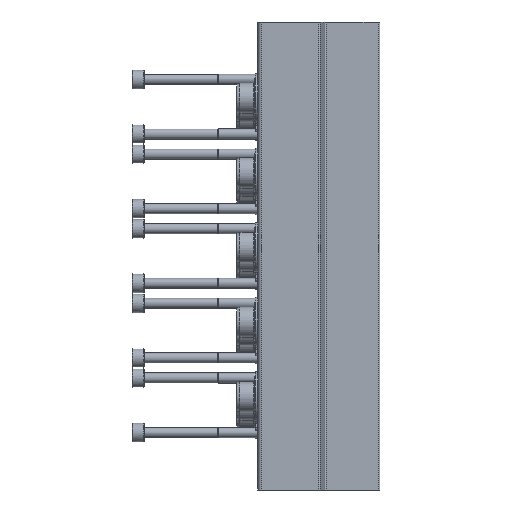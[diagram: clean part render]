
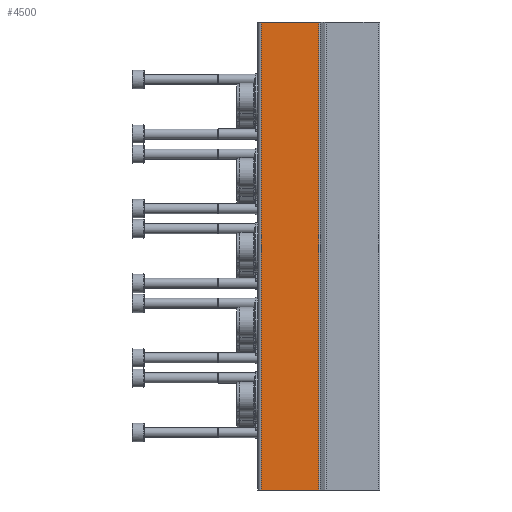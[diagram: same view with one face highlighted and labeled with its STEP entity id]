
A CAD part, left-side view. The second image highlights one B-rep face of the part: STEP entity #4500.
In plain terms, the highlighted planar face has unit normal (-1, 0, 0).
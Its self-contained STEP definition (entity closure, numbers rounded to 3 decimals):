
#188=PLANE('',#4855);
#649=ORIENTED_EDGE('',*,*,#1829,.F.);
#650=ORIENTED_EDGE('',*,*,#1828,.F.);
#651=ORIENTED_EDGE('',*,*,#1830,.T.);
#652=ORIENTED_EDGE('',*,*,#1831,.T.);
#1828=EDGE_CURVE('',#2418,#2416,#2845,.T.);
#1829=EDGE_CURVE('',#2416,#2419,#2846,.T.);
#1830=EDGE_CURVE('',#2418,#2420,#2847,.T.);
#1831=EDGE_CURVE('',#2420,#2419,#2848,.T.);
#2416=VERTEX_POINT('',#7231);
#2418=VERTEX_POINT('',#7235);
#2419=VERTEX_POINT('',#7239);
#2420=VERTEX_POINT('',#7241);
#2845=LINE('',#7236,#3140);
#2846=LINE('',#7238,#3141);
#2847=LINE('',#7240,#3142);
#2848=LINE('',#7242,#3143);
#3140=VECTOR('',#5464,1000.);
#3141=VECTOR('',#5467,1000.);
#3142=VECTOR('',#5468,1000.);
#3143=VECTOR('',#5469,1000.);
#3446=EDGE_LOOP('',(#649,#650,#651,#652));
#3929=FACE_BOUND('',#3446,.T.);
#4500=ADVANCED_FACE('',(#3929),#188,.T.);
#4855=AXIS2_PLACEMENT_3D('',#7237,#5465,#5466);
#5464=DIRECTION('',(0.,0.,1.));
#5465=DIRECTION('',(-1.,0.,0.));
#5466=DIRECTION('',(0.,0.,1.));
#5467=DIRECTION('',(0.,-1.,0.));
#5468=DIRECTION('',(0.,-1.,0.));
#5469=DIRECTION('',(0.,0.,1.));
#7231=CARTESIAN_POINT('',(-32.1,35.,0.));
#7235=CARTESIAN_POINT('',(-32.1,35.,-138.));
#7236=CARTESIAN_POINT('',(-32.1,35.,-138.));
#7237=CARTESIAN_POINT('',(-32.1,35.,-138.));
#7238=CARTESIAN_POINT('',(-32.1,35.,0.));
#7239=CARTESIAN_POINT('',(-32.1,18.111,0.));
#7240=CARTESIAN_POINT('',(-32.1,35.,-138.));
#7241=CARTESIAN_POINT('',(-32.1,18.111,-138.));
#7242=CARTESIAN_POINT('',(-32.1,18.111,-138.));
